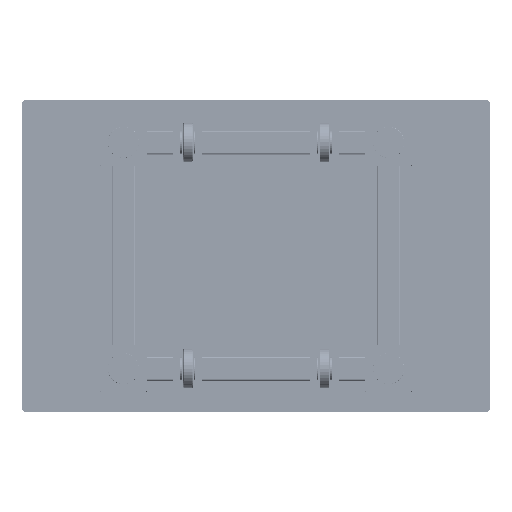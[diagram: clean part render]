
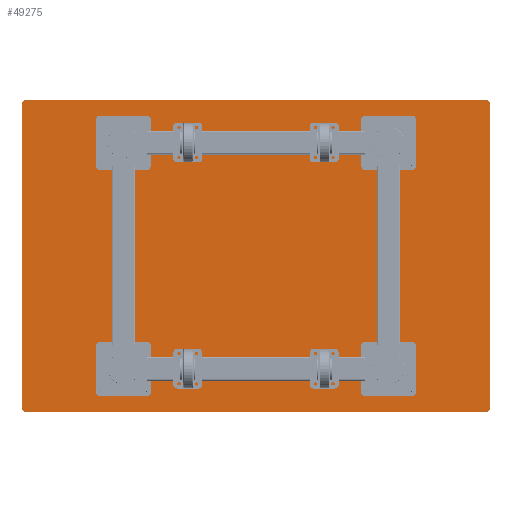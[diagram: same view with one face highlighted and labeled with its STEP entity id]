
A CAD part, top view. The second image highlights one B-rep face of the part: STEP entity #49275.
In plain terms, the highlighted planar face has unit normal (0, 0, 1).
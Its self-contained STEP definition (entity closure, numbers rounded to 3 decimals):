
#3576 = LINE ( 'NONE', #192220, #20545 ) ;
#4248 = CARTESIAN_POINT ( 'NONE',  ( -88.358, -2.076, -361.5 ) ) ;
#8107 = AXIS2_PLACEMENT_3D ( 'NONE', #43582, #111752, #94975 ) ;
#11819 = EDGE_LOOP ( 'NONE', ( #206923, #38261, #220617, #22918, #168694, #193373, #50905, #57670 ) ) ;
#14459 = DIRECTION ( 'NONE',  ( 0., 0., 1. ) ) ;
#20545 = VECTOR ( 'NONE', #39257, 1000. ) ;
#21545 = CIRCLE ( 'NONE', #160790, 11. ) ;
#21690 = CARTESIAN_POINT ( 'NONE',  ( -1277.358, 786.924, -361.5 ) ) ;
#22918 = ORIENTED_EDGE ( 'NONE', *, *, #104117, .T. ) ;
#23615 = VECTOR ( 'NONE', #74178, 1000. ) ;
#32116 = DIRECTION ( 'NONE',  ( 0., 0., 1. ) ) ;
#33331 = CARTESIAN_POINT ( 'NONE',  ( -1266.358, 8.924, -361.5 ) ) ;
#37164 = DIRECTION ( 'NONE',  ( 0., 1., 0. ) ) ;
#37751 = CARTESIAN_POINT ( 'NONE',  ( -1277.358, 8.924, -361.5 ) ) ;
#38261 = ORIENTED_EDGE ( 'NONE', *, *, #105709, .T. ) ;
#39257 = DIRECTION ( 'NONE',  ( 0., 1., 0. ) ) ;
#39294 = EDGE_CURVE ( 'NONE', #87655, #208375, #21545, .T. ) ;
#39588 = LINE ( 'NONE', #86564, #23615 ) ;
#39823 = VERTEX_POINT ( 'NONE', #127856 ) ;
#42067 = VERTEX_POINT ( 'NONE', #84562 ) ;
#43582 = CARTESIAN_POINT ( 'NONE',  ( -88.358, 786.924, -361.5 ) ) ;
#49275 = ADVANCED_FACE ( 'NONE', ( #183164 ), #97166, .T. ) ;
#50905 = ORIENTED_EDGE ( 'NONE', *, *, #57489, .T. ) ;
#56682 = DIRECTION ( 'NONE',  ( 1., 0., 0. ) ) ;
#57489 = EDGE_CURVE ( 'NONE', #39823, #87655, #129943, .T. ) ;
#57670 = ORIENTED_EDGE ( 'NONE', *, *, #39294, .T. ) ;
#67115 = DIRECTION ( 'NONE',  ( 0., 0., 1. ) ) ;
#68005 = DIRECTION ( 'NONE',  ( 0., 1., 0. ) ) ;
#73733 = EDGE_CURVE ( 'NONE', #101668, #39823, #107170, .T. ) ;
#74178 = DIRECTION ( 'NONE',  ( 0., -1., 0. ) ) ;
#82486 = CIRCLE ( 'NONE', #189462, 11. ) ;
#84165 = CARTESIAN_POINT ( 'NONE',  ( -77.358, 786.924, -361.5 ) ) ;
#84562 = CARTESIAN_POINT ( 'NONE',  ( -77.358, 8.924, -361.5 ) ) ;
#85659 = AXIS2_PLACEMENT_3D ( 'NONE', #116371, #67115, #187730 ) ;
#86564 = CARTESIAN_POINT ( 'NONE',  ( -1277.358, 786.924, -361.5 ) ) ;
#87655 = VERTEX_POINT ( 'NONE', #168471 ) ;
#91361 = LINE ( 'NONE', #4248, #163601 ) ;
#94975 = DIRECTION ( 'NONE',  ( 0., -1., 0. ) ) ;
#97166 = PLANE ( 'NONE',  #8107 ) ;
#101668 = VERTEX_POINT ( 'NONE', #84165 ) ;
#104117 = EDGE_CURVE ( 'NONE', #219434, #42067, #82486, .T. ) ;
#105709 = EDGE_CURVE ( 'NONE', #124082, #114827, #197706, .T. ) ;
#107170 = CIRCLE ( 'NONE', #85659, 11. ) ;
#111752 = DIRECTION ( 'NONE',  ( 0., 0., 1. ) ) ;
#112050 = CARTESIAN_POINT ( 'NONE',  ( -88.358, 797.924, -361.5 ) ) ;
#114827 = VERTEX_POINT ( 'NONE', #131471 ) ;
#115829 = AXIS2_PLACEMENT_3D ( 'NONE', #33331, #14459, #68005 ) ;
#116371 = CARTESIAN_POINT ( 'NONE',  ( -88.358, 786.924, -361.5 ) ) ;
#124082 = VERTEX_POINT ( 'NONE', #37751 ) ;
#127856 = CARTESIAN_POINT ( 'NONE',  ( -88.358, 797.924, -361.5 ) ) ;
#129943 = LINE ( 'NONE', #112050, #191344 ) ;
#131471 = CARTESIAN_POINT ( 'NONE',  ( -1266.358, -2.076, -361.5 ) ) ;
#138975 = EDGE_CURVE ( 'NONE', #208375, #124082, #39588, .T. ) ;
#146715 = DIRECTION ( 'NONE',  ( -1., 0., 0. ) ) ;
#152084 = CARTESIAN_POINT ( 'NONE',  ( -88.358, -2.076, -361.5 ) ) ;
#156783 = DIRECTION ( 'NONE',  ( 0., 0., 1. ) ) ;
#160790 = AXIS2_PLACEMENT_3D ( 'NONE', #185173, #32116, #216325 ) ;
#163601 = VECTOR ( 'NONE', #56682, 1000. ) ;
#168471 = CARTESIAN_POINT ( 'NONE',  ( -1266.358, 797.924, -361.5 ) ) ;
#168694 = ORIENTED_EDGE ( 'NONE', *, *, #184243, .T. ) ;
#183164 = FACE_OUTER_BOUND ( 'NONE', #11819, .T. ) ;
#184243 = EDGE_CURVE ( 'NONE', #42067, #101668, #3576, .T. ) ;
#185173 = CARTESIAN_POINT ( 'NONE',  ( -1266.358, 786.924, -361.5 ) ) ;
#187730 = DIRECTION ( 'NONE',  ( 0., 1., 0. ) ) ;
#188520 = EDGE_CURVE ( 'NONE', #114827, #219434, #91361, .T. ) ;
#189462 = AXIS2_PLACEMENT_3D ( 'NONE', #206938, #156783, #37164 ) ;
#191344 = VECTOR ( 'NONE', #146715, 1000. ) ;
#192220 = CARTESIAN_POINT ( 'NONE',  ( -77.358, 786.924, -361.5 ) ) ;
#193373 = ORIENTED_EDGE ( 'NONE', *, *, #73733, .T. ) ;
#197706 = CIRCLE ( 'NONE', #115829, 11. ) ;
#206923 = ORIENTED_EDGE ( 'NONE', *, *, #138975, .T. ) ;
#206938 = CARTESIAN_POINT ( 'NONE',  ( -88.358, 8.924, -361.5 ) ) ;
#208375 = VERTEX_POINT ( 'NONE', #21690 ) ;
#216325 = DIRECTION ( 'NONE',  ( 0., 1., 0. ) ) ;
#219434 = VERTEX_POINT ( 'NONE', #152084 ) ;
#220617 = ORIENTED_EDGE ( 'NONE', *, *, #188520, .T. ) ;
